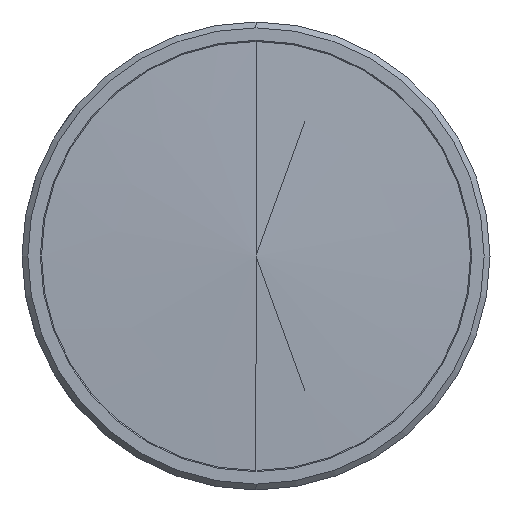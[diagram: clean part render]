
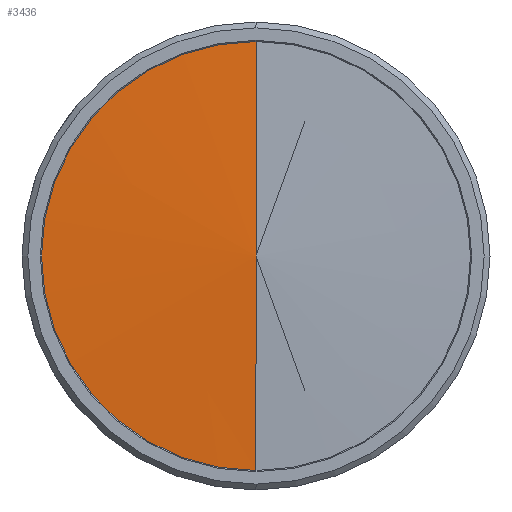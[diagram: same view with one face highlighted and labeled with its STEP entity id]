
A CAD part, left-side view. The second image highlights one B-rep face of the part: STEP entity #3436.
In plain terms, the highlighted conical face has half-angle 87.695 degrees and reference radius 24840.3 mm.
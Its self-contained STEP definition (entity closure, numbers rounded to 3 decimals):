
#182 = CARTESIAN_POINT ( 'NONE',  ( 0., 0., 0. ) ) ;
#191 = DIRECTION ( 'NONE',  ( 1., 0., 0. ) ) ;
#223 = EDGE_CURVE ( 'NONE', #1506, #3790, #1734, .T. ) ;
#225 = DIRECTION ( 'NONE',  ( 0., 0., -1. ) ) ;
#762 = ORIENTED_EDGE ( 'NONE', *, *, #1245, .F. ) ;
#943 = CIRCLE ( 'NONE', #1687, 55. ) ;
#1245 = EDGE_CURVE ( 'NONE', #1506, #4382, #3918, .T. ) ;
#1370 = CARTESIAN_POINT ( 'NONE',  ( 2.214, 0., 55. ) ) ;
#1449 = CARTESIAN_POINT ( 'NONE',  ( 0., 0., 0. ) ) ;
#1453 = CARTESIAN_POINT ( 'NONE',  ( 2.214, 0., -55. ) ) ;
#1506 = VERTEX_POINT ( 'NONE', #1449 ) ;
#1542 = VECTOR ( 'NONE', #3237, 1000. ) ;
#1687 = AXIS2_PLACEMENT_3D ( 'NONE', #4337, #191, #225 ) ;
#1734 = LINE ( 'NONE', #2658, #3027 ) ;
#1781 = CARTESIAN_POINT ( 'NONE',  ( 1000., 0., 0. ) ) ;
#2584 = ORIENTED_EDGE ( 'NONE', *, *, #223, .T. ) ;
#2658 = CARTESIAN_POINT ( 'NONE',  ( 0., 0., 0. ) ) ;
#2855 = DIRECTION ( 'NONE',  ( 0., 0., -1. ) ) ;
#2886 = AXIS2_PLACEMENT_3D ( 'NONE', #1781, #4246, #2855 ) ;
#3027 = VECTOR ( 'NONE', #4363, 1000. ) ;
#3117 = ORIENTED_EDGE ( 'NONE', *, *, #3589, .F. ) ;
#3237 = DIRECTION ( 'NONE',  ( 0.04, 0., -0.999 ) ) ;
#3436 = ADVANCED_FACE ( 'NONE', ( #3957 ), #3641, .T. ) ;
#3589 = EDGE_CURVE ( 'NONE', #4382, #3790, #943, .T. ) ;
#3641 = CONICAL_SURFACE ( 'NONE', #2886, 24840.309, 1.531 ) ;
#3676 = EDGE_LOOP ( 'NONE', ( #762, #2584, #3117 ) ) ;
#3790 = VERTEX_POINT ( 'NONE', #1370 ) ;
#3918 = LINE ( 'NONE', #182, #1542 ) ;
#3957 = FACE_OUTER_BOUND ( 'NONE', #3676, .T. ) ;
#4246 = DIRECTION ( 'NONE',  ( 1., 0., 0. ) ) ;
#4337 = CARTESIAN_POINT ( 'NONE',  ( 2.214, 0., 0. ) ) ;
#4363 = DIRECTION ( 'NONE',  ( 0.04, 0., 0.999 ) ) ;
#4382 = VERTEX_POINT ( 'NONE', #1453 ) ;
